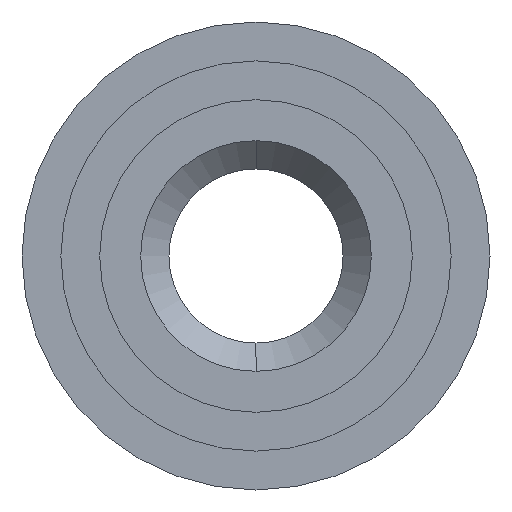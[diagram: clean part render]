
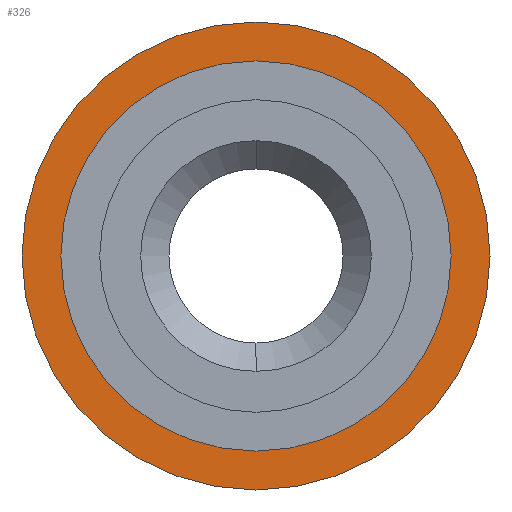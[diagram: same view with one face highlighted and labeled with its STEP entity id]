
A CAD part, left-side view. The second image highlights one B-rep face of the part: STEP entity #326.
In plain terms, the highlighted planar face has unit normal (-1, 0, 0).
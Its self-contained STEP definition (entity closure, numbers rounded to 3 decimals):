
#222=CARTESIAN_POINT('POINT215',(0.762,0.,
   2.965));
#223=VERTEX_POINT('VERTEX215',#222);
#230=CARTESIAN_POINT('POINT216',(0.762,0.,
   -2.965));
#231=VERTEX_POINT('VERTEX216',#230);
#232=CARTESIAN_POINT('POS324',(0.762,0.,0.
   ));
#233=DIRECTION('DIR514',(1.,0.,0.));
#234=DIRECTION('DIR515',(0.,0.,1.));
#235=AXIS2_PLACEMENT_3D('AXIS191',#232,#233,#234);
#236=CIRCLE('ELLIPSE93',#235,2.965);
#237=EDGE_CURVE('EDGE326',#231,#223,#236,.T.);
#257=EDGE_CURVE('EDGE328',#223,#231,#236,.T.);
#302=ORIENTED_EDGE('COEDGE661',*,*,#257,.T.);
#303=ORIENTED_EDGE('COEDGE662',*,*,#237,.T.);
#304=EDGE_LOOP('NONE',(#302,#303));
#305=FACE_BOUND('LOOP1',#304,.T.);
#306=CARTESIAN_POINT('POINT219',(0.762,
   0.,3.556));
#307=VERTEX_POINT('VERTEX219',#306);
#308=CARTESIAN_POINT('POINT220',(0.762,0.,
   -3.556));
#309=VERTEX_POINT('VERTEX220',#308);
#310=CARTESIAN_POINT('POS331',(0.762,0.,0.)
   );
#311=DIRECTION('DIR525',(1.,0.,
   0.));
#312=DIRECTION('DIR526',(0.,0.,
   1.));
#313=AXIS2_PLACEMENT_3D('AXIS195',#310,#311,#312);
#314=CIRCLE('ELLIPSE95',#313,3.556);
#315=EDGE_CURVE('EDGE333',#307,#309,#314,.T.);
#316=ORIENTED_EDGE('COEDGE663',*,*,#315,.F.);
#317=EDGE_CURVE('EDGE334',#309,#307,#314,.T.);
#318=ORIENTED_EDGE('COEDGE664',*,*,#317,.F.);
#319=EDGE_LOOP('NONE',(#316,#318));
#320=FACE_BOUND('LOOP1',#319,.T.);
#321=CARTESIAN_POINT('POS332',(0.762,
   0.,1.778));
#322=DIRECTION('DIR527',(-1.,0.,0.));
#323=DIRECTION('DIR528',(0.,1.,0.));
#324=AXIS2_PLACEMENT_3D('AXIS196',#321,#322,#323);
#325=PLANE('PLANE52',#324);
#326=ADVANCED_FACE('FACE152',(#305,#320),#325,.T.);
